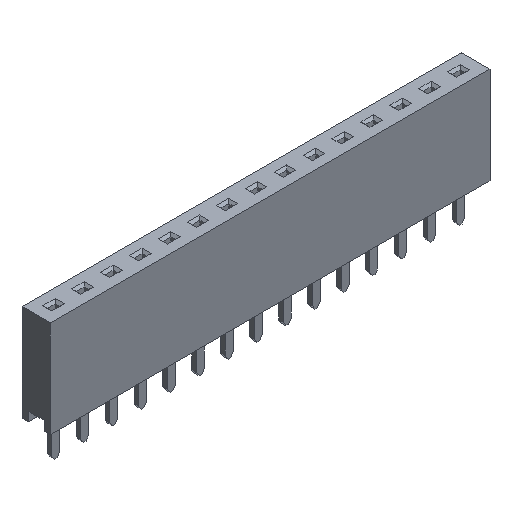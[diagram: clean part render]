
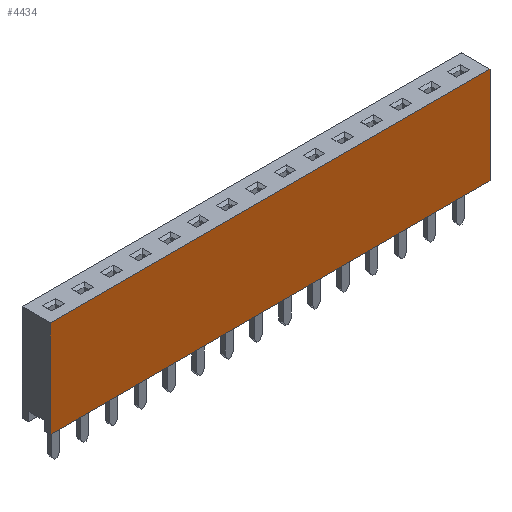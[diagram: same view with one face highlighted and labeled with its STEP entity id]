
A CAD part, isometric view. The second image highlights one B-rep face of the part: STEP entity #4434.
In plain terms, the highlighted planar face has unit normal (0, -1, 0).
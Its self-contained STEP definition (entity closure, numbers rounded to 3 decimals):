
#335=FACE_OUTER_BOUND('',#580,.T.);
#580=EDGE_LOOP('',(#3778,#3779,#3780,#3781));
#646=LINE('',#5927,#1211);
#1077=LINE('',#6791,#1642);
#1145=LINE('',#6924,#1710);
#1146=LINE('',#6926,#1711);
#1211=VECTOR('',#4823,1000.);
#1642=VECTOR('',#5500,1000.);
#1710=VECTOR('',#5694,1000.);
#1711=VECTOR('',#5697,1000.);
#1761=VERTEX_POINT('',#5924);
#1762=VERTEX_POINT('',#5926);
#2071=VERTEX_POINT('',#6788);
#2072=VERTEX_POINT('',#6790);
#2146=EDGE_CURVE('',#1762,#1761,#646,.T.);
#2577=EDGE_CURVE('',#2072,#2071,#1077,.T.);
#2645=EDGE_CURVE('',#2071,#1762,#1145,.T.);
#2646=EDGE_CURVE('',#1761,#2072,#1146,.T.);
#3778=ORIENTED_EDGE('',*,*,#2146,.T.);
#3779=ORIENTED_EDGE('',*,*,#2646,.T.);
#3780=ORIENTED_EDGE('',*,*,#2577,.T.);
#3781=ORIENTED_EDGE('',*,*,#2645,.T.);
#4002=PLANE('',#4679);
#4434=ADVANCED_FACE('',(#335),#4002,.T.);
#4679=AXIS2_PLACEMENT_3D('',#6925,#5695,#5696);
#4823=DIRECTION('',(-1.,0.,0.));
#5500=DIRECTION('',(1.,0.,0.));
#5694=DIRECTION('',(0.,0.,1.));
#5695=DIRECTION('center_axis',(0.,-1.,0.));
#5696=DIRECTION('ref_axis',(0.,0.,-1.));
#5697=DIRECTION('',(0.,0.,-1.));
#5924=CARTESIAN_POINT('',(-20.57,-1.25,4.25));
#5926=CARTESIAN_POINT('',(18.03,-1.25,4.25));
#5927=CARTESIAN_POINT('',(20.57,-1.25,4.25));
#6788=CARTESIAN_POINT('',(18.03,-1.25,-4.25));
#6790=CARTESIAN_POINT('',(-20.57,-1.25,-4.25));
#6791=CARTESIAN_POINT('',(-20.57,-1.25,-4.25));
#6924=CARTESIAN_POINT('',(18.03,-1.25,-4.25));
#6925=CARTESIAN_POINT('Origin',(0.,-1.25,0.));
#6926=CARTESIAN_POINT('',(-20.57,-1.25,4.25));
